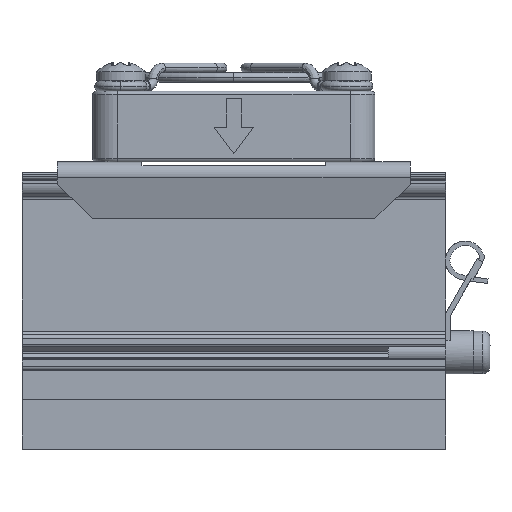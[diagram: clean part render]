
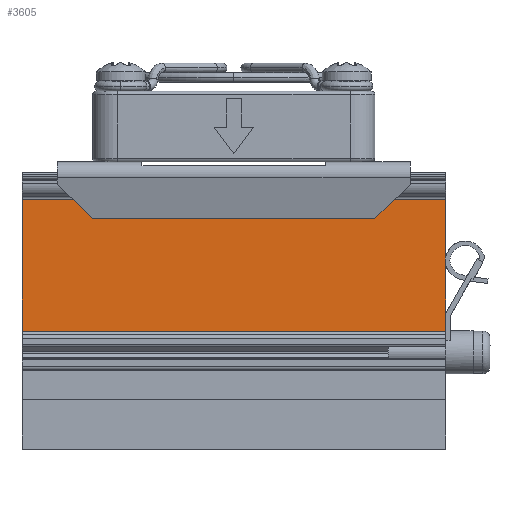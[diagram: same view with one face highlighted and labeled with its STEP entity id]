
A CAD part, left-side view. The second image highlights one B-rep face of the part: STEP entity #3605.
In plain terms, the highlighted planar face has unit normal (-1, 0, 0).
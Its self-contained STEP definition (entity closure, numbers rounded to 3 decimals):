
#756 = DIRECTION ( 'NONE',  ( 0., -1., 0. ) ) ;
#998 = CARTESIAN_POINT ( 'NONE',  ( -18.25, -30., 24.195 ) ) ;
#1928 = CARTESIAN_POINT ( 'NONE',  ( -18.25, 30., 24.195 ) ) ;
#2324 = LINE ( 'NONE', #16183, #23597 ) ;
#2461 = LINE ( 'NONE', #17319, #19335 ) ;
#2542 = VERTEX_POINT ( 'NONE', #1928 ) ;
#2702 = DIRECTION ( 'NONE',  ( 0., 0., 1. ) ) ;
#3320 = VECTOR ( 'NONE', #756, 1000. ) ;
#3605 = ADVANCED_FACE ( 'NONE', ( #21890 ), #15273, .T. ) ;
#4164 = EDGE_CURVE ( 'NONE', #22506, #18752, #2324, .T. ) ;
#4472 = ORIENTED_EDGE ( 'NONE', *, *, #19048, .T. ) ;
#5942 = DIRECTION ( 'NONE',  ( 0., 0., 1. ) ) ;
#8328 = CARTESIAN_POINT ( 'NONE',  ( -18.25, 30., 24.65 ) ) ;
#9946 = ORIENTED_EDGE ( 'NONE', *, *, #20675, .F. ) ;
#11973 = VERTEX_POINT ( 'NONE', #16727 ) ;
#12675 = CARTESIAN_POINT ( 'NONE',  ( -18.25, -30., 5.5 ) ) ;
#15273 = PLANE ( 'NONE',  #23112 ) ;
#16183 = CARTESIAN_POINT ( 'NONE',  ( -18.25, -30., 24.65 ) ) ;
#16727 = CARTESIAN_POINT ( 'NONE',  ( -18.25, 30., 5.5 ) ) ;
#17269 = CARTESIAN_POINT ( 'NONE',  ( -18.25, -30., 5.5 ) ) ;
#17319 = CARTESIAN_POINT ( 'NONE',  ( -18.25, -30., 24.195 ) ) ;
#17351 = DIRECTION ( 'NONE',  ( -1., 0., 0. ) ) ;
#18752 = VERTEX_POINT ( 'NONE', #998 ) ;
#19048 = EDGE_CURVE ( 'NONE', #18752, #2542, #2461, .T. ) ;
#19335 = VECTOR ( 'NONE', #23078, 1000. ) ;
#19551 = ORIENTED_EDGE ( 'NONE', *, *, #4164, .T. ) ;
#20075 = EDGE_CURVE ( 'NONE', #11973, #22506, #23993, .T. ) ;
#20492 = LINE ( 'NONE', #8328, #20786 ) ;
#20675 = EDGE_CURVE ( 'NONE', #11973, #2542, #20492, .T. ) ;
#20786 = VECTOR ( 'NONE', #21963, 1000. ) ;
#21632 = ORIENTED_EDGE ( 'NONE', *, *, #20075, .T. ) ;
#21890 = FACE_OUTER_BOUND ( 'NONE', #23935, .T. ) ;
#21963 = DIRECTION ( 'NONE',  ( 0., 0., 1. ) ) ;
#22506 = VERTEX_POINT ( 'NONE', #12675 ) ;
#23078 = DIRECTION ( 'NONE',  ( 0., 1., 0. ) ) ;
#23112 = AXIS2_PLACEMENT_3D ( 'NONE', #17269, #17351, #5942 ) ;
#23597 = VECTOR ( 'NONE', #2702, 1000. ) ;
#23607 = CARTESIAN_POINT ( 'NONE',  ( -18.25, -30., 5.5 ) ) ;
#23935 = EDGE_LOOP ( 'NONE', ( #9946, #21632, #19551, #4472 ) ) ;
#23993 = LINE ( 'NONE', #23607, #3320 ) ;
